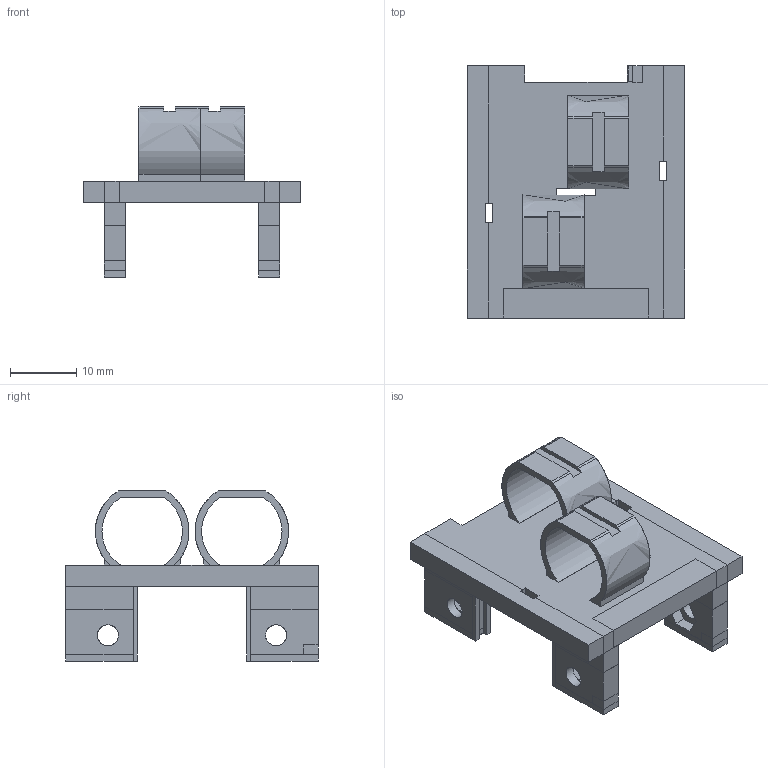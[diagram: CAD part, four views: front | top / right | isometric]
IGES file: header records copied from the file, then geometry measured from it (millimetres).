
Global section: file name: 42Hrobot chassis.igs; native system: Rhinoceros ( Aug 10 2015 ); preprocessor: Trout Lake IGES 012 Aug 10 2015; date: 160430.222447; units: millimetre
Bounding box: 32.81 x 38.1 x 25.7 mm (x, y, z)
Surface area: 5994.8 mm2 (no closed solid volume)
Topology: 0 solids, 0 shells, 231 faces, 1202 edges, 1194 vertices
Faces by surface type: bspline 231
